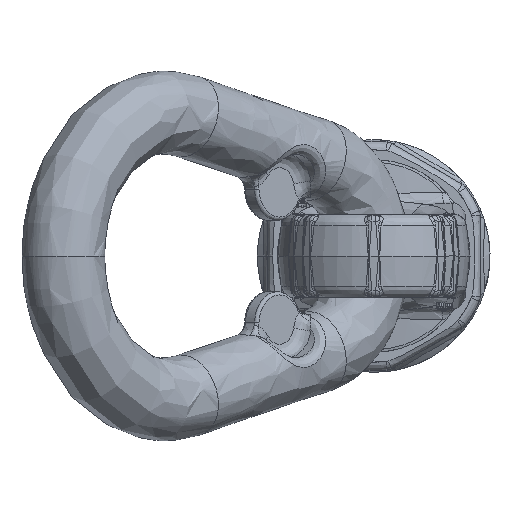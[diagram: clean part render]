
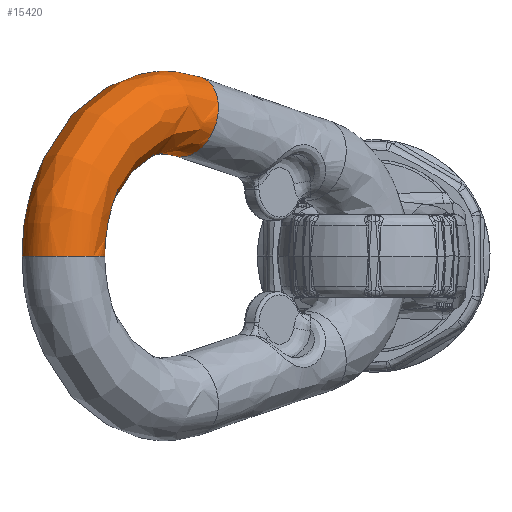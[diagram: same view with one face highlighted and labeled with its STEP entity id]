
A CAD part, left-side view. The second image highlights one B-rep face of the part: STEP entity #15420.
In plain terms, the highlighted free-form (B-spline) face has degree [3, 2] with [4, 7] control points.
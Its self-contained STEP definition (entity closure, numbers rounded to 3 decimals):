
#15315=CARTESIAN_POINT('V4182',(-52.701,
   33.694,21.879));
#15316=VERTEX_POINT('V4182',#15315);
#15322=CARTESIAN_POINT('E2477',(-52.701,
   33.694,21.879));
#15323=CARTESIAN_POINT('E2477',(-50.844,
   31.836,32.826));
#15324=CARTESIAN_POINT('E2477',(-58.667,
   25.871,27.353));
#15325=CARTESIAN_POINT('E2477',(-66.49,
   19.905,21.879));
#15326=CARTESIAN_POINT('E2477',(-60.524,
   27.728,16.405));
#15327=CARTESIAN_POINT('E2477',(-54.559,
   35.551,10.931));
#15328=CARTESIAN_POINT('E2477',(-52.701,
   33.694,21.879));
#15336=(BOUNDED_CURVE()B_SPLINE_CURVE(2,(#15322,#15323,#15324,
   #15325,#15326,#15327,#15328),.CIRCULAR_ARC.,.T.,.U.)
   B_SPLINE_CURVE_WITH_KNOTS((3,2,2,3),(0.0,0.475,
   0.951,1.426),.UNSPECIFIED.)CURVE()
   GEOMETRIC_REPRESENTATION_ITEM()RATIONAL_B_SPLINE_CURVE((1.0,
   0.5,1.0,0.5,1.0,0.5,1.0)
   )REPRESENTATION_ITEM('E2477'));
#15337=EDGE_CURVE('E2477',#15316,#15316,#15336,.T.);
#15347=CARTESIAN_POINT('F509',(-52.701,
   33.694,21.879));
#15348=CARTESIAN_POINT('F509',(-63.557,
   44.549,25.563));
#15349=CARTESIAN_POINT('F509',(-72.323,
   53.316,15.788));
#15350=CARTESIAN_POINT('F509',(-72.323,
   53.316,0.));
#15351=CARTESIAN_POINT('F509',(-54.559,
   35.551,10.931));
#15352=CARTESIAN_POINT('F509',(-59.983,
   40.975,12.772));
#15353=CARTESIAN_POINT('F509',(-64.363,
   45.355,7.888));
#15354=CARTESIAN_POINT('F509',(-64.363,
   45.355,0.));
#15355=CARTESIAN_POINT('F509',(-60.524,
   27.728,16.405));
#15356=CARTESIAN_POINT('F509',(-68.664,
   35.868,19.167));
#15357=CARTESIAN_POINT('F509',(-75.237,
   42.441,11.838));
#15358=CARTESIAN_POINT('F509',(-75.237,
   42.441,0.));
#15359=CARTESIAN_POINT('F509',(-66.49,
   19.905,21.879));
#15360=CARTESIAN_POINT('F509',(-77.345,
   30.761,25.563));
#15361=CARTESIAN_POINT('F509',(-86.112,
   39.527,15.788));
#15362=CARTESIAN_POINT('F509',(-86.112,
   39.527,0.));
#15363=CARTESIAN_POINT('F509',(-58.667,
   25.871,27.353));
#15364=CARTESIAN_POINT('F509',(-72.238,
   39.442,31.958));
#15365=CARTESIAN_POINT('F509',(-83.198,
   50.402,19.738));
#15366=CARTESIAN_POINT('F509',(-83.198,
   50.402,0.));
#15367=CARTESIAN_POINT('F509',(-50.844,
   31.836,32.826));
#15368=CARTESIAN_POINT('F509',(-67.131,
   48.123,38.354));
#15369=CARTESIAN_POINT('F509',(-80.284,
   61.277,23.688));
#15370=CARTESIAN_POINT('F509',(-80.284,
   61.277,0.));
#15371=CARTESIAN_POINT('F509',(-52.701,
   33.694,21.879));
#15372=CARTESIAN_POINT('F509',(-63.557,
   44.549,25.563));
#15373=CARTESIAN_POINT('F509',(-72.323,
   53.316,15.788));
#15374=CARTESIAN_POINT('F509',(-72.323,
   53.316,0.));
#15382=(BOUNDED_SURFACE()B_SPLINE_SURFACE(3,2,((#15347,#15351,
   #15355,#15359,#15363,#15367,#15371),(#15348,#15352,#15356,
   #15360,#15364,#15368,#15372),(#15349,#15353,#15357,#15361,
   #15365,#15369,#15373),(#15350,#15354,#15358,#15362,#15366,
   #15370,#15374)),.UNSPECIFIED.,.F.,.T.,.U.)
   B_SPLINE_SURFACE_WITH_KNOTS((4,4),(3,2,2,3),(0.0,1.0),(0.0,
   0.475,0.951,1.426),
   .UNSPECIFIED.)GEOMETRIC_REPRESENTATION_ITEM()
   RATIONAL_B_SPLINE_SURFACE(((1.0,0.5,1.0,
   0.5,1.0,0.5,1.0),(0.746,
   0.373,0.746,0.373,
   0.746,0.373,0.746),(
   0.746,0.373,0.746,
   0.373,0.746,0.373,
   0.746),(1.0,0.5,1.0,0.5,
   1.0,0.5,1.0)))REPRESENTATION_ITEM('F509')SURFACE()
   );
#15383=CARTESIAN_POINT('V4169',(-72.323,
   53.316,0.));
#15384=VERTEX_POINT('V4169',#15383);
#15385=CARTESIAN_POINT('E2474',(-52.701,
   33.694,21.879));
#15386=CARTESIAN_POINT('E2474',(-63.557,
   44.549,25.563));
#15387=CARTESIAN_POINT('E2474',(-72.323,
   53.316,15.788));
#15388=CARTESIAN_POINT('E2474',(-72.323,
   53.316,0.));
#15396=(BOUNDED_CURVE()B_SPLINE_CURVE(3,(#15385,#15386,#15387,
   #15388),.UNSPECIFIED.,.F.,.U.)CURVE()
   GEOMETRIC_REPRESENTATION_ITEM()QUASI_UNIFORM_CURVE()
   RATIONAL_B_SPLINE_CURVE((1.0,0.746,
   0.746,1.0))REPRESENTATION_ITEM('E2474'));
#15397=EDGE_CURVE('E2474',#15316,#15384,#15396,.T.);
#15398=ORIENTED_EDGE('E2474',*,*,#15397,.F.);
#15399=ORIENTED_EDGE('E2477',*,*,#15337,.F.);
#15400=ORIENTED_EDGE('E2474',*,*,#15397,.T.);
#15401=CARTESIAN_POINT('E2454',(-72.323,
   53.316,0.0));
#15402=CARTESIAN_POINT('E2454',(-64.363,
   45.355,0.0));
#15403=CARTESIAN_POINT('E2454',(-75.237,
   42.441,0.0));
#15404=CARTESIAN_POINT('E2454',(-86.112,
   39.527,0.0));
#15405=CARTESIAN_POINT('E2454',(-83.198,
   50.402,0.0));
#15406=CARTESIAN_POINT('E2454',(-80.284,
   61.277,0.0));
#15407=CARTESIAN_POINT('E2454',(-72.323,
   53.316,0.0));
#15415=(BOUNDED_CURVE()B_SPLINE_CURVE(2,(#15401,#15402,#15403,
   #15404,#15405,#15406,#15407),.CIRCULAR_ARC.,.T.,.U.)
   B_SPLINE_CURVE_WITH_KNOTS((3,2,2,3),(0.0,0.475,
   0.951,1.426),.UNSPECIFIED.)CURVE()
   GEOMETRIC_REPRESENTATION_ITEM()RATIONAL_B_SPLINE_CURVE((1.0,
   0.5,1.0,0.5,1.0,0.5,1.0)
   )REPRESENTATION_ITEM('E2454'));
#15416=EDGE_CURVE('E2454',#15384,#15384,#15415,.T.);
#15417=ORIENTED_EDGE('E2454',*,*,#15416,.F.);
#15418=EDGE_LOOP('F509',(#15398,#15399,#15400,#15417));
#15419=FACE_OUTER_BOUND('F509',#15418,.T.);
#15420=ADVANCED_FACE('F509',(#15419),#15382,.F.);
